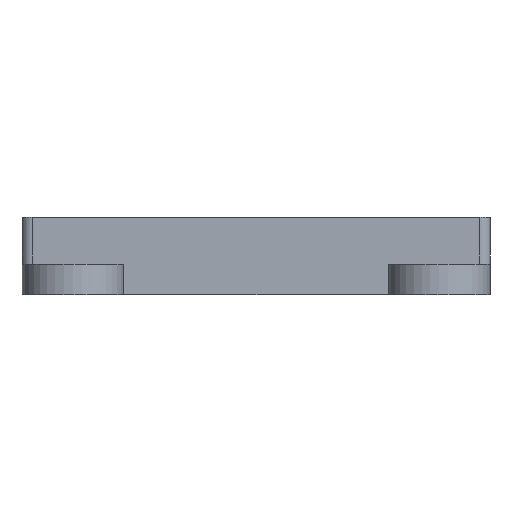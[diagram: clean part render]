
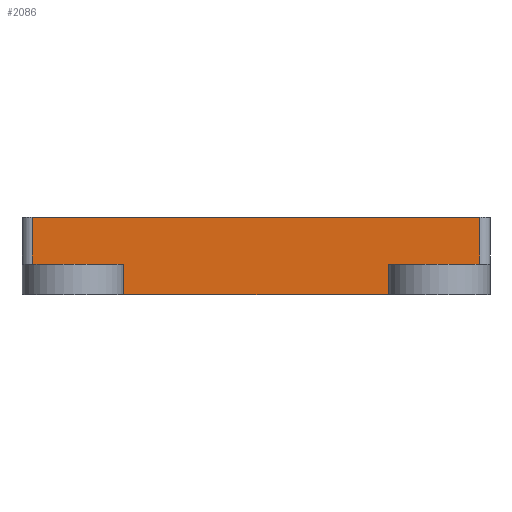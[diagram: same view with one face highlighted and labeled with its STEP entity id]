
A CAD part, left-side view. The second image highlights one B-rep face of the part: STEP entity #2086.
In plain terms, the highlighted planar face has unit normal (-1, 0, 0).
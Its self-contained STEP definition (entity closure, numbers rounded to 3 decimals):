
#504 = PLANE('',#505);
#505 = AXIS2_PLACEMENT_3D('',#506,#507,#508);
#506 = CARTESIAN_POINT('',(0.,0.,7.6));
#507 = DIRECTION('',(0.,0.,1.));
#508 = DIRECTION('',(1.,0.,0.));
#535 = PLANE('',#536);
#536 = AXIS2_PLACEMENT_3D('',#537,#538,#539);
#537 = CARTESIAN_POINT('',(0.,0.,0.));
#538 = DIRECTION('',(0.,0.,1.));
#539 = DIRECTION('',(1.,0.,0.));
#860 = CYLINDRICAL_SURFACE('',#861,1.);
#861 = AXIS2_PLACEMENT_3D('',#862,#863,#864);
#862 = CARTESIAN_POINT('',(-27.,-22.,0.));
#863 = DIRECTION('',(0.,0.,1.));
#864 = DIRECTION('',(0.,-1.,0.));
#953 = VERTEX_POINT('',#954);
#954 = CARTESIAN_POINT('',(-28.,22.,7.6));
#969 = CYLINDRICAL_SURFACE('',#970,1.);
#970 = AXIS2_PLACEMENT_3D('',#971,#972,#973);
#971 = CARTESIAN_POINT('',(-27.,22.,0.));
#972 = DIRECTION('',(0.,0.,1.));
#973 = DIRECTION('',(0.,1.,0.));
#981 = EDGE_CURVE('',#953,#982,#984,.T.);
#982 = VERTEX_POINT('',#983);
#983 = CARTESIAN_POINT('',(-28.,-22.,7.6));
#984 = SURFACE_CURVE('',#985,(#989,#996),.PCURVE_S1.);
#985 = LINE('',#986,#987);
#986 = CARTESIAN_POINT('',(-28.,23.,7.6));
#987 = VECTOR('',#988,1.);
#988 = DIRECTION('',(0.,-1.,0.));
#989 = PCURVE('',#504,#990);
#990 = DEFINITIONAL_REPRESENTATION('',(#991),#995);
#991 = LINE('',#992,#993);
#992 = CARTESIAN_POINT('',(-28.,23.));
#993 = VECTOR('',#994,1.);
#994 = DIRECTION('',(0.,-1.));
#995 = ( GEOMETRIC_REPRESENTATION_CONTEXT(2) 
PARAMETRIC_REPRESENTATION_CONTEXT() REPRESENTATION_CONTEXT('2D SPACE',''
  ) );
#996 = PCURVE('',#997,#1002);
#997 = PLANE('',#998);
#998 = AXIS2_PLACEMENT_3D('',#999,#1000,#1001);
#999 = CARTESIAN_POINT('',(-28.,23.,0.));
#1000 = DIRECTION('',(1.,0.,0.));
#1001 = DIRECTION('',(0.,-1.,0.));
#1002 = DEFINITIONAL_REPRESENTATION('',(#1003),#1007);
#1003 = LINE('',#1004,#1005);
#1004 = CARTESIAN_POINT('',(0.,-7.6));
#1005 = VECTOR('',#1006,1.);
#1006 = DIRECTION('',(1.,0.));
#1007 = ( GEOMETRIC_REPRESENTATION_CONTEXT(2) 
PARAMETRIC_REPRESENTATION_CONTEXT() REPRESENTATION_CONTEXT('2D SPACE',''
  ) );
#1600 = EDGE_CURVE('',#1601,#1603,#1605,.T.);
#1601 = VERTEX_POINT('',#1602);
#1602 = CARTESIAN_POINT('',(-28.,13.,0.));
#1603 = VERTEX_POINT('',#1604);
#1604 = CARTESIAN_POINT('',(-28.,-13.,0.));
#1605 = SURFACE_CURVE('',#1606,(#1610,#1617),.PCURVE_S1.);
#1606 = LINE('',#1607,#1608);
#1607 = CARTESIAN_POINT('',(-28.,23.,0.));
#1608 = VECTOR('',#1609,1.);
#1609 = DIRECTION('',(0.,-1.,0.));
#1610 = PCURVE('',#535,#1611);
#1611 = DEFINITIONAL_REPRESENTATION('',(#1612),#1616);
#1612 = LINE('',#1613,#1614);
#1613 = CARTESIAN_POINT('',(-28.,23.));
#1614 = VECTOR('',#1615,1.);
#1615 = DIRECTION('',(0.,-1.));
#1616 = ( GEOMETRIC_REPRESENTATION_CONTEXT(2) 
PARAMETRIC_REPRESENTATION_CONTEXT() REPRESENTATION_CONTEXT('2D SPACE',''
  ) );
#1617 = PCURVE('',#997,#1618);
#1618 = DEFINITIONAL_REPRESENTATION('',(#1619),#1623);
#1619 = LINE('',#1620,#1621);
#1620 = CARTESIAN_POINT('',(0.,0.));
#1621 = VECTOR('',#1622,1.);
#1622 = DIRECTION('',(1.,0.));
#1623 = ( GEOMETRIC_REPRESENTATION_CONTEXT(2) 
PARAMETRIC_REPRESENTATION_CONTEXT() REPRESENTATION_CONTEXT('2D SPACE',''
  ) );
#2024 = PLANE('',#2025);
#2025 = AXIS2_PLACEMENT_3D('',#2026,#2027,#2028);
#2026 = CARTESIAN_POINT('',(0.,0.,3.));
#2027 = DIRECTION('',(0.,0.,1.));
#2028 = DIRECTION('',(1.,0.,0.));
#2042 = VERTEX_POINT('',#2043);
#2043 = CARTESIAN_POINT('',(-28.,-22.,3.));
#2065 = EDGE_CURVE('',#2042,#982,#2066,.T.);
#2066 = SURFACE_CURVE('',#2067,(#2071,#2078),.PCURVE_S1.);
#2067 = LINE('',#2068,#2069);
#2068 = CARTESIAN_POINT('',(-28.,-22.,0.));
#2069 = VECTOR('',#2070,1.);
#2070 = DIRECTION('',(0.,0.,1.));
#2071 = PCURVE('',#860,#2072);
#2072 = DEFINITIONAL_REPRESENTATION('',(#2073),#2077);
#2073 = LINE('',#2074,#2075);
#2074 = CARTESIAN_POINT('',(-1.571,0.));
#2075 = VECTOR('',#2076,1.);
#2076 = DIRECTION('',(-0.,1.));
#2077 = ( GEOMETRIC_REPRESENTATION_CONTEXT(2) 
PARAMETRIC_REPRESENTATION_CONTEXT() REPRESENTATION_CONTEXT('2D SPACE',''
  ) );
#2078 = PCURVE('',#997,#2079);
#2079 = DEFINITIONAL_REPRESENTATION('',(#2080),#2084);
#2080 = LINE('',#2081,#2082);
#2081 = CARTESIAN_POINT('',(45.,0.));
#2082 = VECTOR('',#2083,1.);
#2083 = DIRECTION('',(0.,-1.));
#2084 = ( GEOMETRIC_REPRESENTATION_CONTEXT(2) 
PARAMETRIC_REPRESENTATION_CONTEXT() REPRESENTATION_CONTEXT('2D SPACE',''
  ) );
#2086 = ADVANCED_FACE('',(#2087),#997,.F.);
#2087 = FACE_BOUND('',#2088,.F.);
#2088 = EDGE_LOOP('',(#2089,#2090,#2118,#2146,#2167,#2168,#2169,#2192));
#2089 = ORIENTED_EDGE('',*,*,#1600,.F.);
#2090 = ORIENTED_EDGE('',*,*,#2091,.T.);
#2091 = EDGE_CURVE('',#1601,#2092,#2094,.T.);
#2092 = VERTEX_POINT('',#2093);
#2093 = CARTESIAN_POINT('',(-28.,13.,3.));
#2094 = SURFACE_CURVE('',#2095,(#2099,#2106),.PCURVE_S1.);
#2095 = LINE('',#2096,#2097);
#2096 = CARTESIAN_POINT('',(-28.,13.,0.));
#2097 = VECTOR('',#2098,1.);
#2098 = DIRECTION('',(0.,0.,1.));
#2099 = PCURVE('',#997,#2100);
#2100 = DEFINITIONAL_REPRESENTATION('',(#2101),#2105);
#2101 = LINE('',#2102,#2103);
#2102 = CARTESIAN_POINT('',(10.,0.));
#2103 = VECTOR('',#2104,1.);
#2104 = DIRECTION('',(0.,-1.));
#2105 = ( GEOMETRIC_REPRESENTATION_CONTEXT(2) 
PARAMETRIC_REPRESENTATION_CONTEXT() REPRESENTATION_CONTEXT('2D SPACE',''
  ) );
#2106 = PCURVE('',#2107,#2112);
#2107 = PLANE('',#2108);
#2108 = AXIS2_PLACEMENT_3D('',#2109,#2110,#2111);
#2109 = CARTESIAN_POINT('',(-33.,13.,0.));
#2110 = DIRECTION('',(0.,1.,0.));
#2111 = DIRECTION('',(1.,0.,0.));
#2112 = DEFINITIONAL_REPRESENTATION('',(#2113),#2117);
#2113 = LINE('',#2114,#2115);
#2114 = CARTESIAN_POINT('',(5.,0.));
#2115 = VECTOR('',#2116,1.);
#2116 = DIRECTION('',(0.,-1.));
#2117 = ( GEOMETRIC_REPRESENTATION_CONTEXT(2) 
PARAMETRIC_REPRESENTATION_CONTEXT() REPRESENTATION_CONTEXT('2D SPACE',''
  ) );
#2118 = ORIENTED_EDGE('',*,*,#2119,.F.);
#2119 = EDGE_CURVE('',#2120,#2092,#2122,.T.);
#2120 = VERTEX_POINT('',#2121);
#2121 = CARTESIAN_POINT('',(-28.,22.,3.));
#2122 = SURFACE_CURVE('',#2123,(#2127,#2134),.PCURVE_S1.);
#2123 = LINE('',#2124,#2125);
#2124 = CARTESIAN_POINT('',(-28.,11.5,3.));
#2125 = VECTOR('',#2126,1.);
#2126 = DIRECTION('',(0.,-1.,0.));
#2127 = PCURVE('',#997,#2128);
#2128 = DEFINITIONAL_REPRESENTATION('',(#2129),#2133);
#2129 = LINE('',#2130,#2131);
#2130 = CARTESIAN_POINT('',(11.5,-3.));
#2131 = VECTOR('',#2132,1.);
#2132 = DIRECTION('',(1.,0.));
#2133 = ( GEOMETRIC_REPRESENTATION_CONTEXT(2) 
PARAMETRIC_REPRESENTATION_CONTEXT() REPRESENTATION_CONTEXT('2D SPACE',''
  ) );
#2134 = PCURVE('',#2135,#2140);
#2135 = PLANE('',#2136);
#2136 = AXIS2_PLACEMENT_3D('',#2137,#2138,#2139);
#2137 = CARTESIAN_POINT('',(0.,0.,3.));
#2138 = DIRECTION('',(0.,0.,1.));
#2139 = DIRECTION('',(1.,0.,0.));
#2140 = DEFINITIONAL_REPRESENTATION('',(#2141),#2145);
#2141 = LINE('',#2142,#2143);
#2142 = CARTESIAN_POINT('',(-28.,11.5));
#2143 = VECTOR('',#2144,1.);
#2144 = DIRECTION('',(0.,-1.));
#2145 = ( GEOMETRIC_REPRESENTATION_CONTEXT(2) 
PARAMETRIC_REPRESENTATION_CONTEXT() REPRESENTATION_CONTEXT('2D SPACE',''
  ) );
#2146 = ORIENTED_EDGE('',*,*,#2147,.T.);
#2147 = EDGE_CURVE('',#2120,#953,#2148,.T.);
#2148 = SURFACE_CURVE('',#2149,(#2153,#2160),.PCURVE_S1.);
#2149 = LINE('',#2150,#2151);
#2150 = CARTESIAN_POINT('',(-28.,22.,0.));
#2151 = VECTOR('',#2152,1.);
#2152 = DIRECTION('',(0.,0.,1.));
#2153 = PCURVE('',#997,#2154);
#2154 = DEFINITIONAL_REPRESENTATION('',(#2155),#2159);
#2155 = LINE('',#2156,#2157);
#2156 = CARTESIAN_POINT('',(1.,0.));
#2157 = VECTOR('',#2158,1.);
#2158 = DIRECTION('',(0.,-1.));
#2159 = ( GEOMETRIC_REPRESENTATION_CONTEXT(2) 
PARAMETRIC_REPRESENTATION_CONTEXT() REPRESENTATION_CONTEXT('2D SPACE',''
  ) );
#2160 = PCURVE('',#969,#2161);
#2161 = DEFINITIONAL_REPRESENTATION('',(#2162),#2166);
#2162 = LINE('',#2163,#2164);
#2163 = CARTESIAN_POINT('',(1.571,0.));
#2164 = VECTOR('',#2165,1.);
#2165 = DIRECTION('',(0.,1.));
#2166 = ( GEOMETRIC_REPRESENTATION_CONTEXT(2) 
PARAMETRIC_REPRESENTATION_CONTEXT() REPRESENTATION_CONTEXT('2D SPACE',''
  ) );
#2167 = ORIENTED_EDGE('',*,*,#981,.T.);
#2168 = ORIENTED_EDGE('',*,*,#2065,.F.);
#2169 = ORIENTED_EDGE('',*,*,#2170,.F.);
#2170 = EDGE_CURVE('',#2171,#2042,#2173,.T.);
#2171 = VERTEX_POINT('',#2172);
#2172 = CARTESIAN_POINT('',(-28.,-13.,3.));
#2173 = SURFACE_CURVE('',#2174,(#2178,#2185),.PCURVE_S1.);
#2174 = LINE('',#2175,#2176);
#2175 = CARTESIAN_POINT('',(-28.,11.5,3.));
#2176 = VECTOR('',#2177,1.);
#2177 = DIRECTION('',(0.,-1.,0.));
#2178 = PCURVE('',#997,#2179);
#2179 = DEFINITIONAL_REPRESENTATION('',(#2180),#2184);
#2180 = LINE('',#2181,#2182);
#2181 = CARTESIAN_POINT('',(11.5,-3.));
#2182 = VECTOR('',#2183,1.);
#2183 = DIRECTION('',(1.,0.));
#2184 = ( GEOMETRIC_REPRESENTATION_CONTEXT(2) 
PARAMETRIC_REPRESENTATION_CONTEXT() REPRESENTATION_CONTEXT('2D SPACE',''
  ) );
#2185 = PCURVE('',#2024,#2186);
#2186 = DEFINITIONAL_REPRESENTATION('',(#2187),#2191);
#2187 = LINE('',#2188,#2189);
#2188 = CARTESIAN_POINT('',(-28.,11.5));
#2189 = VECTOR('',#2190,1.);
#2190 = DIRECTION('',(0.,-1.));
#2191 = ( GEOMETRIC_REPRESENTATION_CONTEXT(2) 
PARAMETRIC_REPRESENTATION_CONTEXT() REPRESENTATION_CONTEXT('2D SPACE',''
  ) );
#2192 = ORIENTED_EDGE('',*,*,#2193,.F.);
#2193 = EDGE_CURVE('',#1603,#2171,#2194,.T.);
#2194 = SURFACE_CURVE('',#2195,(#2199,#2206),.PCURVE_S1.);
#2195 = LINE('',#2196,#2197);
#2196 = CARTESIAN_POINT('',(-28.,-13.,0.));
#2197 = VECTOR('',#2198,1.);
#2198 = DIRECTION('',(0.,0.,1.));
#2199 = PCURVE('',#997,#2200);
#2200 = DEFINITIONAL_REPRESENTATION('',(#2201),#2205);
#2201 = LINE('',#2202,#2203);
#2202 = CARTESIAN_POINT('',(36.,0.));
#2203 = VECTOR('',#2204,1.);
#2204 = DIRECTION('',(0.,-1.));
#2205 = ( GEOMETRIC_REPRESENTATION_CONTEXT(2) 
PARAMETRIC_REPRESENTATION_CONTEXT() REPRESENTATION_CONTEXT('2D SPACE',''
  ) );
#2206 = PCURVE('',#2207,#2212);
#2207 = PLANE('',#2208);
#2208 = AXIS2_PLACEMENT_3D('',#2209,#2210,#2211);
#2209 = CARTESIAN_POINT('',(-33.,-13.,0.));
#2210 = DIRECTION('',(0.,1.,0.));
#2211 = DIRECTION('',(1.,0.,0.));
#2212 = DEFINITIONAL_REPRESENTATION('',(#2213),#2217);
#2213 = LINE('',#2214,#2215);
#2214 = CARTESIAN_POINT('',(5.,0.));
#2215 = VECTOR('',#2216,1.);
#2216 = DIRECTION('',(0.,-1.));
#2217 = ( GEOMETRIC_REPRESENTATION_CONTEXT(2) 
PARAMETRIC_REPRESENTATION_CONTEXT() REPRESENTATION_CONTEXT('2D SPACE',''
  ) );
